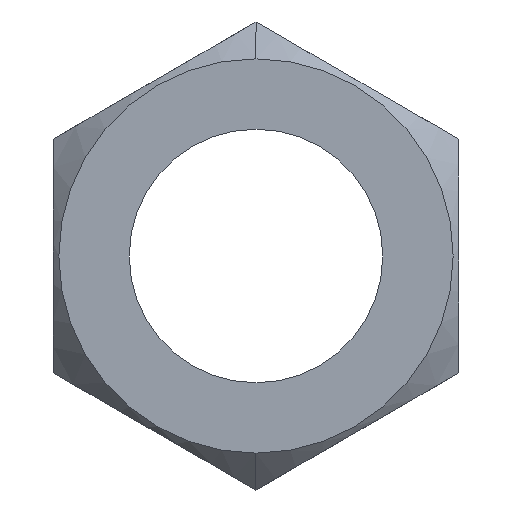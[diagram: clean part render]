
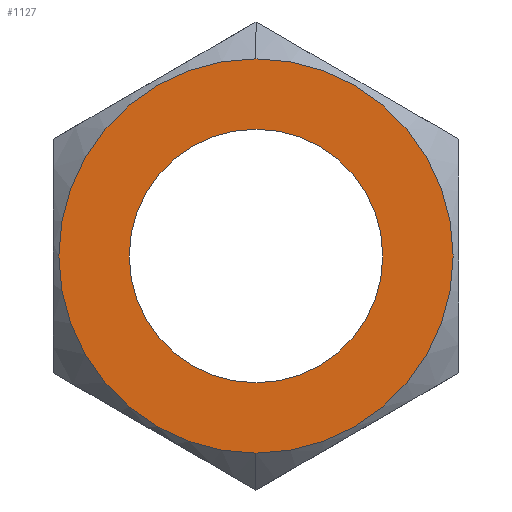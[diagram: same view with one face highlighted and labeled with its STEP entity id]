
A CAD part, left-side view. The second image highlights one B-rep face of the part: STEP entity #1127.
In plain terms, the highlighted planar face has unit normal (-1, 0, 0).
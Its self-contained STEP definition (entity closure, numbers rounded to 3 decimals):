
#68 = ORIENTED_EDGE ( 'NONE', *, *, #2366, .T. ) ;
#87 = AXIS2_PLACEMENT_3D ( 'NONE', #2148, #230, #2447 ) ;
#138 = CARTESIAN_POINT ( 'NONE',  ( -11.5, 0., 17.2 ) ) ;
#149 = CARTESIAN_POINT ( 'NONE',  ( -11.5, 0., -26.754 ) ) ;
#230 = DIRECTION ( 'NONE',  ( -1., 0., 0. ) ) ;
#485 = DIRECTION ( 'NONE',  ( 0., 0., -1. ) ) ;
#671 = EDGE_CURVE ( 'NONE', #2242, #3331, #3954, .T. ) ;
#803 = CARTESIAN_POINT ( 'NONE',  ( -11.5, 0., 0. ) ) ;
#886 = AXIS2_PLACEMENT_3D ( 'NONE', #803, #1129, #485 ) ;
#940 = ORIENTED_EDGE ( 'NONE', *, *, #3816, .T. ) ;
#1127 = ADVANCED_FACE ( 'NONE', ( #3726, #3707 ), #3668, .F. ) ;
#1129 = DIRECTION ( 'NONE',  ( 1., 0., 0. ) ) ;
#1303 = AXIS2_PLACEMENT_3D ( 'NONE', #2751, #4027, #3410 ) ;
#1327 = DIRECTION ( 'NONE',  ( 0., 0., -1. ) ) ;
#1429 = VERTEX_POINT ( 'NONE', #2822 ) ;
#1665 = EDGE_LOOP ( 'NONE', ( #68, #940 ) ) ;
#1831 = EDGE_LOOP ( 'NONE', ( #3255, #3572 ) ) ;
#1879 = CIRCLE ( 'NONE', #3773, 26.754 ) ;
#1931 = CARTESIAN_POINT ( 'NONE',  ( -11.5, 0., -17.2 ) ) ;
#2014 = DIRECTION ( 'NONE',  ( 1., 0., 0. ) ) ;
#2067 = CARTESIAN_POINT ( 'NONE',  ( -11.5, 0., 0. ) ) ;
#2148 = CARTESIAN_POINT ( 'NONE',  ( -11.5, 0., 0. ) ) ;
#2242 = VERTEX_POINT ( 'NONE', #1931 ) ;
#2366 = EDGE_CURVE ( 'NONE', #3932, #1429, #3882, .T. ) ;
#2420 = AXIS2_PLACEMENT_3D ( 'NONE', #3259, #2014, #1327 ) ;
#2447 = DIRECTION ( 'NONE',  ( 0., 0., 1. ) ) ;
#2741 = DIRECTION ( 'NONE',  ( -1., 0., 0. ) ) ;
#2751 = CARTESIAN_POINT ( 'NONE',  ( -11.5, 0., 0. ) ) ;
#2822 = CARTESIAN_POINT ( 'NONE',  ( -11.5, 0., 26.754 ) ) ;
#3029 = DIRECTION ( 'NONE',  ( 0., 0., 1. ) ) ;
#3231 = EDGE_CURVE ( 'NONE', #3331, #2242, #3907, .T. ) ;
#3255 = ORIENTED_EDGE ( 'NONE', *, *, #3231, .T. ) ;
#3259 = CARTESIAN_POINT ( 'NONE',  ( -11.5, 0., 0. ) ) ;
#3331 = VERTEX_POINT ( 'NONE', #138 ) ;
#3410 = DIRECTION ( 'NONE',  ( 0., 0., -1. ) ) ;
#3572 = ORIENTED_EDGE ( 'NONE', *, *, #671, .T. ) ;
#3668 = PLANE ( 'NONE',  #886 ) ;
#3707 = FACE_OUTER_BOUND ( 'NONE', #1665, .T. ) ;
#3726 = FACE_BOUND ( 'NONE', #1831, .T. ) ;
#3773 = AXIS2_PLACEMENT_3D ( 'NONE', #2067, #2741, #3029 ) ;
#3816 = EDGE_CURVE ( 'NONE', #1429, #3932, #1879, .T. ) ;
#3882 = CIRCLE ( 'NONE', #87, 26.754 ) ;
#3907 = CIRCLE ( 'NONE', #2420, 17.2 ) ;
#3932 = VERTEX_POINT ( 'NONE', #149 ) ;
#3954 = CIRCLE ( 'NONE', #1303, 17.2 ) ;
#4027 = DIRECTION ( 'NONE',  ( 1., 0., 0. ) ) ;
